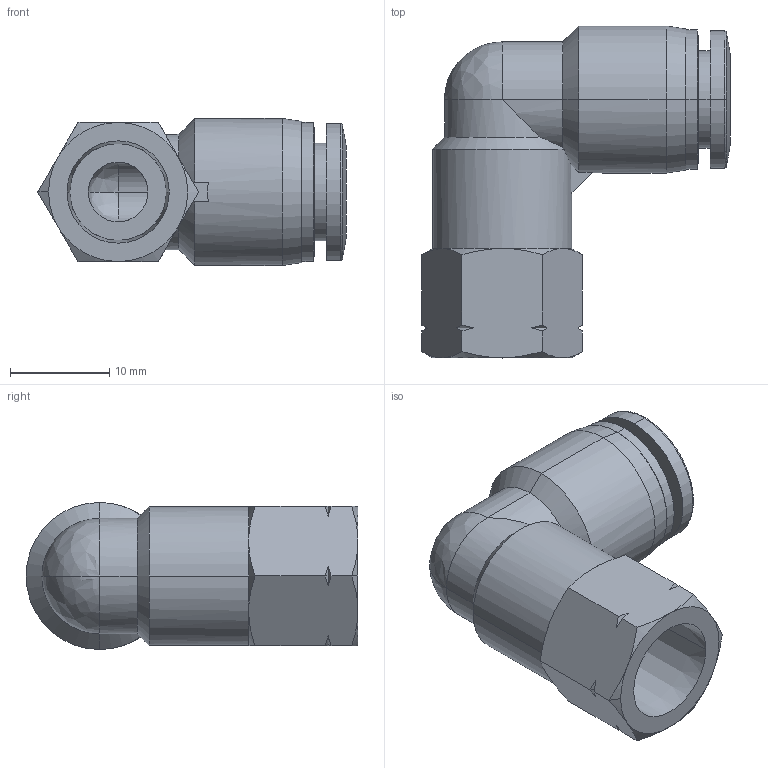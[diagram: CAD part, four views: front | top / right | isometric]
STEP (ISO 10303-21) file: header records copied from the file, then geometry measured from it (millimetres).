
FILE_DESCRIPTION (( 'STEP AP203' ), '1' );
FILE_NAME ('FE516-18N.step', '2016-02-15T19:59:58', ( '' ), ( '' ), 'SwSTEP 2.0', 'SolidWorks 2015', '' );
FILE_SCHEMA (( 'CONFIG_CONTROL_DESIGN' ));
Length unit declared in the file: inch
Products named in the file (1): FE516-18N
Bounding box: 31.03 x 33.4 x 14.8 mm (x, y, z)
Volume: 4857.6 mm3; surface area: 3672.1 mm2
Topology: 1 solids, 1 shells, 86 faces, 205 edges, 121 vertices
Faces by surface type: cone 42, cylinder 21, plane 15, bspline 8
Entity records: 2723 total; most frequent: CARTESIAN_POINT 776, ORIENTED_EDGE 402, DIRECTION 381, EDGE_CURVE 201, AXIS2_PLACEMENT_3D 164, VERTEX_POINT 121, EDGE_LOOP 92, ADVANCED_FACE 86
